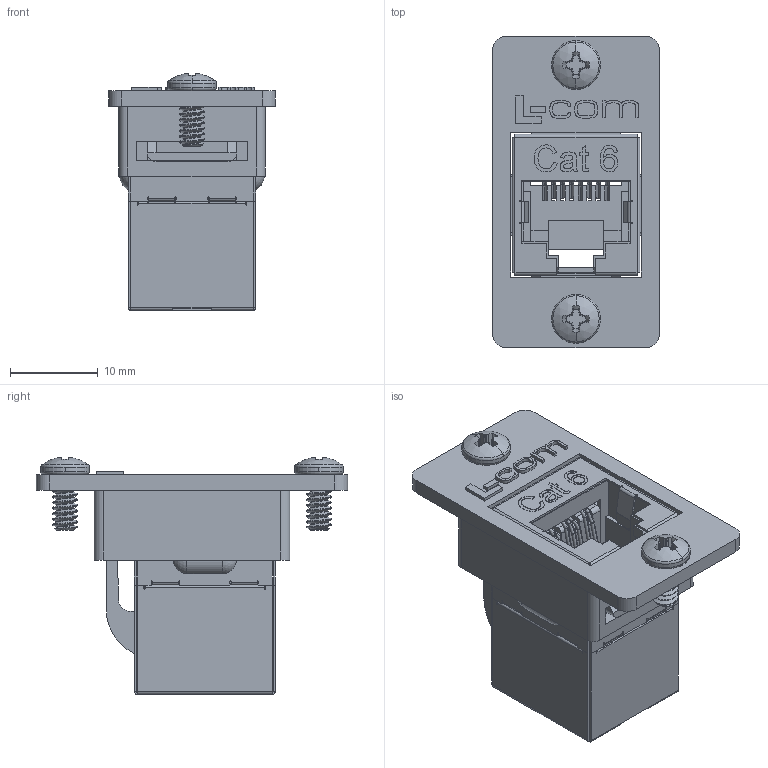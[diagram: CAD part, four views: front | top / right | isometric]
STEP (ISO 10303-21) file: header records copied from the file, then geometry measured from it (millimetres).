
FILE_DESCRIPTION (( 'STEP AP214' ), '1' );
FILE_NAME ('ECF504-SC6-MINI.STEP', '2018-08-15T19:06:08', ( '' ), ( '' ), 'SwSTEP 2.0', 'SolidWorks 2017', '' );
FILE_SCHEMA (( 'AUTOMOTIVE_DESIGN' ));
Length unit declared in the file: inch
Products named in the file (13): TDG1026KS-Cx - PCB CONTACT MOUNT; TDG1026KS-Cx-MINI - FRONT HOUSING; TDG1026KS-Cx-MINI_Cat 6; TDG1026KS-Cx - PCB(UQ-2); TDG1026KS-Cx - PCB; TDG1026KS-Cx-MINI - REAR HOUSING; ECF-SK_with Global Connectivity logo; 91772A106_91772A106; ECF504-SC6-MINI; TDG1026KS-Cx-MINI - REAR HOUSING SHIELD_Cat 6; TDG1026KS-Cx-MINI - FRONT HOUSING SHIELD_Cat 6; TDG1026KS-Cx - PCB(UQ-1)
Assembly tree (27 placements, depth 4):
  ECF504-SC6-MINI
    ECF-SK_with Global Connectivity logo
    TDG1026KS-Cx-MINI_Cat 6
      TDG1026KS-Cx-MINI - FRONT HOUSING
      TDG1026KS-Cx-MINI - REAR HOUSING
      TDG1026KS-Cx-MINI - FRONT HOUSING SHIELD_Cat 6
      TDG1026KS-Cx-MINI - REAR HOUSING SHIELD_Cat 6
      TDG1026KS-Cx - PCB
        TDG1026KS-Cx - PCB
        TDG1026KS-Cx - PCB CONTACT MOUNT
        TDG1026KS-Cx - PCB(UQ-1)  x5
        TDG1026KS-Cx - PCB(UQ-2)  x11
    91772A106_91772A106  x2
Bounding box: 19.05 x 35.56 x 27.07 mm (x, y, z)
Volume: 4432.6 mm3; surface area: 12189.4 mm2
Topology: 25 solids, 25 shells, 1749 faces, 4642 edges, 2942 vertices
Faces by surface type: plane 1051, cylinder 476, bspline 180, cone 18, sphere 16, torus 8
Entity records: 53706 total; most frequent: CARTESIAN_POINT 15744, ORIENTED_EDGE 8188, DIRECTION 7128, EDGE_CURVE 4094, LINE 3054, VECTOR 3054, VERTEX_POINT 2593, AXIS2_PLACEMENT_3D 2037
